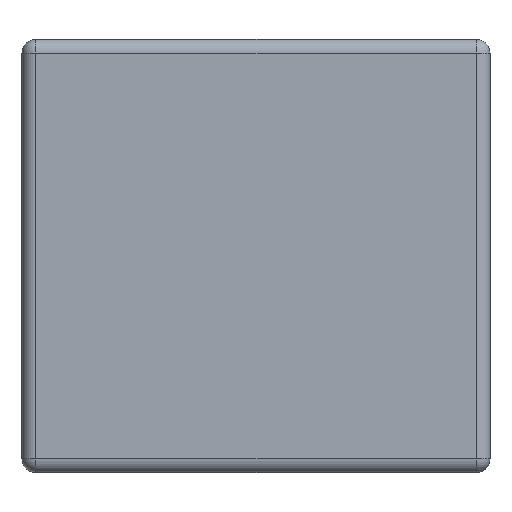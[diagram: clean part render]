
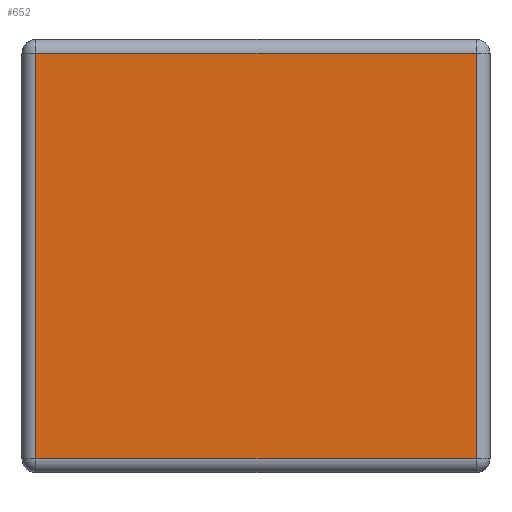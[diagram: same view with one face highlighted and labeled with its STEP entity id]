
A CAD part, left-side view. The second image highlights one B-rep face of the part: STEP entity #652.
In plain terms, the highlighted planar face has unit normal (-1, 0, 0).
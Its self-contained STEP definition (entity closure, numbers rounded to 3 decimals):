
#4 = CARTESIAN_POINT ( 'NONE',  ( -1.6, 2.62, 1.17 ) ) ;
#5 = VERTEX_POINT ( 'NONE', #569 ) ;
#43 = CARTESIAN_POINT ( 'NONE',  ( -1.6, 2.62, -1.17 ) ) ;
#137 = VERTEX_POINT ( 'NONE', #43 ) ;
#152 = EDGE_CURVE ( 'NONE', #805, #137, #283, .T. ) ;
#173 = DIRECTION ( 'NONE',  ( 0., 0., -1. ) ) ;
#174 = VECTOR ( 'NONE', #173, 1000. ) ;
#181 = CARTESIAN_POINT ( 'NONE',  ( -1.6, 2.62, -1.25 ) ) ;
#212 = FACE_OUTER_BOUND ( 'NONE', #527, .T. ) ;
#283 = LINE ( 'NONE', #181, #174 ) ;
#306 = DIRECTION ( 'NONE',  ( 0., -1., 0. ) ) ;
#347 = ORIENTED_EDGE ( 'NONE', *, *, #152, .T. ) ;
#483 = VECTOR ( 'NONE', #989, 1000. ) ;
#507 = VECTOR ( 'NONE', #306, 1000. ) ;
#510 = LINE ( 'NONE', #935, #507 ) ;
#527 = EDGE_LOOP ( 'NONE', ( #347, #864, #923, #627 ) ) ;
#569 = CARTESIAN_POINT ( 'NONE',  ( -1.6, 0.08, -1.17 ) ) ;
#580 = EDGE_CURVE ( 'NONE', #137, #5, #510, .T. ) ;
#620 = CARTESIAN_POINT ( 'NONE',  ( -1.6, 2.7, -1.25 ) ) ;
#627 = ORIENTED_EDGE ( 'NONE', *, *, #936, .T. ) ;
#634 = DIRECTION ( 'NONE',  ( 1., 0., 0. ) ) ;
#639 = VERTEX_POINT ( 'NONE', #940 ) ;
#652 = ADVANCED_FACE ( 'NONE', ( #212 ), #1398, .F. ) ;
#714 = DIRECTION ( 'NONE',  ( 0., 1., 0. ) ) ;
#753 = LINE ( 'NONE', #1178, #483 ) ;
#794 = EDGE_CURVE ( 'NONE', #5, #639, #753, .T. ) ;
#805 = VERTEX_POINT ( 'NONE', #4 ) ;
#849 = DIRECTION ( 'NONE',  ( 0., 0., -1. ) ) ;
#864 = ORIENTED_EDGE ( 'NONE', *, *, #580, .T. ) ;
#905 = LINE ( 'NONE', #1236, #1341 ) ;
#923 = ORIENTED_EDGE ( 'NONE', *, *, #794, .T. ) ;
#935 = CARTESIAN_POINT ( 'NONE',  ( -1.6, 2.7, -1.17 ) ) ;
#936 = EDGE_CURVE ( 'NONE', #639, #805, #905, .T. ) ;
#940 = CARTESIAN_POINT ( 'NONE',  ( -1.6, 0.08, 1.17 ) ) ;
#989 = DIRECTION ( 'NONE',  ( 0., 0., 1. ) ) ;
#1178 = CARTESIAN_POINT ( 'NONE',  ( -1.6, 0.08, -1.25 ) ) ;
#1236 = CARTESIAN_POINT ( 'NONE',  ( -1.6, 2.7, 1.17 ) ) ;
#1276 = AXIS2_PLACEMENT_3D ( 'NONE', #620, #634, #849 ) ;
#1341 = VECTOR ( 'NONE', #714, 1000. ) ;
#1398 = PLANE ( 'NONE',  #1276 ) ;
